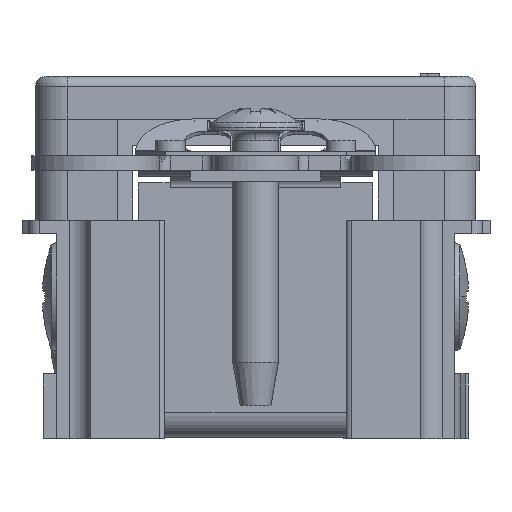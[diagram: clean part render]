
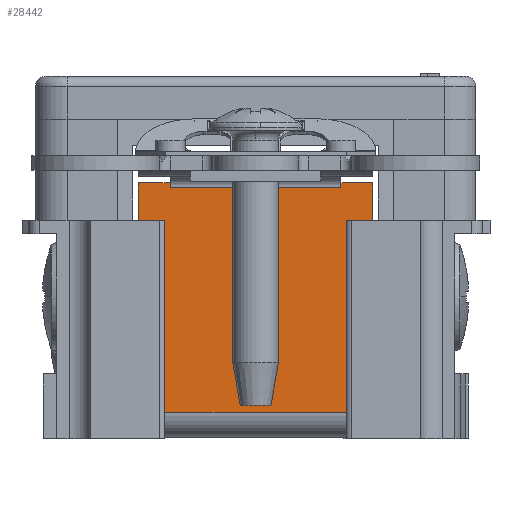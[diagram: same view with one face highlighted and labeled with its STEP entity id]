
A CAD part, front view. The second image highlights one B-rep face of the part: STEP entity #28442.
In plain terms, the highlighted planar face has unit normal (0, -1, 0).
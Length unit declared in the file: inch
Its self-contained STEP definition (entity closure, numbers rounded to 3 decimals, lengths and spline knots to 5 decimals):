
#356 = EDGE_CURVE ( 'NONE', #11893, #51392, #12514, .T. ) ;
#373 = VERTEX_POINT ( 'NONE', #32402 ) ;
#2311 = CARTESIAN_POINT ( 'NONE',  ( 0.4065, 0.12299, 0.66513 ) ) ;
#3579 = ORIENTED_EDGE ( 'NONE', *, *, #4573, .T. ) ;
#4573 = EDGE_CURVE ( 'NONE', #18861, #11893, #46006, .T. ) ;
#5758 = LINE ( 'NONE', #26118, #46687 ) ;
#5889 = VERTEX_POINT ( 'NONE', #23813 ) ;
#6034 = FACE_OUTER_BOUND ( 'NONE', #38663, .T. ) ;
#6114 = EDGE_CURVE ( 'NONE', #32061, #23628, #23497, .T. ) ;
#6816 = DIRECTION ( 'NONE',  ( 0., 0., -1. ) ) ;
#7905 = CARTESIAN_POINT ( 'NONE',  ( 1.0935, 0.12299, 0.749 ) ) ;
#9136 = ORIENTED_EDGE ( 'NONE', *, *, #6114, .F. ) ;
#9324 = CIRCLE ( 'NONE', #27048, 0.344 ) ;
#9645 = VECTOR ( 'NONE', #42937, 39.37008 ) ;
#10089 = LINE ( 'NONE', #7905, #49913 ) ;
#10497 = PLANE ( 'NONE',  #15380 ) ;
#10642 = LINE ( 'NONE', #51078, #9645 ) ;
#11002 = DIRECTION ( 'NONE',  ( 0., 0., -1. ) ) ;
#11153 = LINE ( 'NONE', #27314, #37285 ) ;
#11328 = DIRECTION ( 'NONE',  ( -1., 0., 0. ) ) ;
#11893 = VERTEX_POINT ( 'NONE', #49446 ) ;
#12514 = LINE ( 'NONE', #15968, #15494 ) ;
#12873 = CARTESIAN_POINT ( 'NONE',  ( 0.7505, 0.12299, 0.66513 ) ) ;
#14081 = CARTESIAN_POINT ( 'NONE',  ( 0.4845, 0.12299, 0.736 ) ) ;
#14789 = ORIENTED_EDGE ( 'NONE', *, *, #18979, .T. ) ;
#15380 = AXIS2_PLACEMENT_3D ( 'NONE', #18713, #50422, #17944 ) ;
#15494 = VECTOR ( 'NONE', #52187, 39.37008 ) ;
#15851 = ORIENTED_EDGE ( 'NONE', *, *, #32750, .F. ) ;
#15968 = CARTESIAN_POINT ( 'NONE',  ( 0.4845, 0.12299, 0.047 ) ) ;
#16160 = VECTOR ( 'NONE', #6816, 39.37008 ) ;
#16537 = EDGE_CURVE ( 'NONE', #37226, #5889, #43843, .T. ) ;
#17011 = EDGE_CURVE ( 'NONE', #23628, #50751, #50300, .T. ) ;
#17944 = DIRECTION ( 'NONE',  ( 0., 0., 1. ) ) ;
#18707 = CARTESIAN_POINT ( 'NONE',  ( 1.0935, 0.12299, 0.749 ) ) ;
#18713 = CARTESIAN_POINT ( 'NONE',  ( 0.75, 0.12299, 0.047 ) ) ;
#18861 = VERTEX_POINT ( 'NONE', #2311 ) ;
#18979 = EDGE_CURVE ( 'NONE', #25396, #50751, #5758, .T. ) ;
#19330 = CARTESIAN_POINT ( 'NONE',  ( 1.0155, 0.12299, 0.767 ) ) ;
#19781 = VERTEX_POINT ( 'NONE', #49184 ) ;
#20835 = ORIENTED_EDGE ( 'NONE', *, *, #30255, .T. ) ;
#21348 = ORIENTED_EDGE ( 'NONE', *, *, #16537, .F. ) ;
#21838 = ORIENTED_EDGE ( 'NONE', *, *, #28073, .F. ) ;
#23204 = AXIS2_PLACEMENT_3D ( 'NONE', #12873, #45176, #41177 ) ;
#23497 = LINE ( 'NONE', #27441, #33905 ) ;
#23628 = VERTEX_POINT ( 'NONE', #47842 ) ;
#23813 = CARTESIAN_POINT ( 'NONE',  ( 1.0935, 0.12299, 0.66513 ) ) ;
#24731 = DIRECTION ( 'NONE',  ( 0., 0., 1. ) ) ;
#25092 = ORIENTED_EDGE ( 'NONE', *, *, #356, .T. ) ;
#25396 = VERTEX_POINT ( 'NONE', #39604 ) ;
#26118 = CARTESIAN_POINT ( 'NONE',  ( 1., 0.12299, 0.447 ) ) ;
#27048 = AXIS2_PLACEMENT_3D ( 'NONE', #28660, #44819, #24731 ) ;
#27233 = CARTESIAN_POINT ( 'NONE',  ( 1., 0.12299, 0.736 ) ) ;
#27279 = EDGE_CURVE ( 'NONE', #29094, #5889, #9324, .T. ) ;
#27314 = CARTESIAN_POINT ( 'NONE',  ( 0.4065, 0.12299, 0.749 ) ) ;
#27441 = CARTESIAN_POINT ( 'NONE',  ( 0.5, 0.12299, 0.447 ) ) ;
#27497 = ORIENTED_EDGE ( 'NONE', *, *, #46825, .F. ) ;
#27742 = ORIENTED_EDGE ( 'NONE', *, *, #46938, .F. ) ;
#28073 = EDGE_CURVE ( 'NONE', #19781, #32061, #11153, .T. ) ;
#28347 = ORIENTED_EDGE ( 'NONE', *, *, #27279, .T. ) ;
#28442 = ADVANCED_FACE ( 'NONE', ( #6034 ), #10497, .F. ) ;
#28660 = CARTESIAN_POINT ( 'NONE',  ( 0.7495, 0.12299, 0.66513 ) ) ;
#29094 = VERTEX_POINT ( 'NONE', #52057 ) ;
#30229 = DIRECTION ( 'NONE',  ( 1., 0., 0. ) ) ;
#30255 = EDGE_CURVE ( 'NONE', #373, #29094, #31250, .T. ) ;
#31250 = LINE ( 'NONE', #19330, #48594 ) ;
#32061 = VERTEX_POINT ( 'NONE', #46062 ) ;
#32402 = CARTESIAN_POINT ( 'NONE',  ( 1.0155, 0.12299, 0.078 ) ) ;
#32750 = EDGE_CURVE ( 'NONE', #18861, #19781, #10642, .T. ) ;
#33905 = VECTOR ( 'NONE', #11002, 39.37008 ) ;
#37226 = VERTEX_POINT ( 'NONE', #37979 ) ;
#37285 = VECTOR ( 'NONE', #43459, 39.37008 ) ;
#37979 = CARTESIAN_POINT ( 'NONE',  ( 1.0935, 0.12299, 0.749 ) ) ;
#38663 = EDGE_LOOP ( 'NONE', ( #15851, #3579, #25092, #27742, #20835, #28347, #21348, #27497, #14789, #42678, #9136, #21838 ) ) ;
#39604 = CARTESIAN_POINT ( 'NONE',  ( 1., 0.12299, 0.749 ) ) ;
#41177 = DIRECTION ( 'NONE',  ( 0., 0., 1. ) ) ;
#42678 = ORIENTED_EDGE ( 'NONE', *, *, #17011, .F. ) ;
#42937 = DIRECTION ( 'NONE',  ( 0., 0., 1. ) ) ;
#43209 = CARTESIAN_POINT ( 'NONE',  ( 0.4845, 0.12299, 0.078 ) ) ;
#43459 = DIRECTION ( 'NONE',  ( 1., 0., 0. ) ) ;
#43843 = LINE ( 'NONE', #18707, #16160 ) ;
#43886 = CARTESIAN_POINT ( 'NONE',  ( 0.75, 0.12299, 0.078 ) ) ;
#44819 = DIRECTION ( 'NONE',  ( 0., -1., 0. ) ) ;
#45176 = DIRECTION ( 'NONE',  ( 0., -1., 0. ) ) ;
#46006 = CIRCLE ( 'NONE', #23204, 0.344 ) ;
#46062 = CARTESIAN_POINT ( 'NONE',  ( 0.5, 0.12299, 0.749 ) ) ;
#46687 = VECTOR ( 'NONE', #46996, 39.37008 ) ;
#46825 = EDGE_CURVE ( 'NONE', #25396, #37226, #10089, .T. ) ;
#46938 = EDGE_CURVE ( 'NONE', #373, #51392, #47565, .T. ) ;
#46996 = DIRECTION ( 'NONE',  ( 0., 0., -1. ) ) ;
#47375 = VECTOR ( 'NONE', #11328, 39.37008 ) ;
#47565 = LINE ( 'NONE', #43886, #47375 ) ;
#47842 = CARTESIAN_POINT ( 'NONE',  ( 0.5, 0.12299, 0.736 ) ) ;
#48048 = DIRECTION ( 'NONE',  ( 1., 0., 0. ) ) ;
#48594 = VECTOR ( 'NONE', #51561, 39.37008 ) ;
#49184 = CARTESIAN_POINT ( 'NONE',  ( 0.4065, 0.12299, 0.749 ) ) ;
#49446 = CARTESIAN_POINT ( 'NONE',  ( 0.4845, 0.12299, 0.447 ) ) ;
#49913 = VECTOR ( 'NONE', #48048, 39.37008 ) ;
#50300 = LINE ( 'NONE', #14081, #51708 ) ;
#50422 = DIRECTION ( 'NONE',  ( 0., 1., 0. ) ) ;
#50751 = VERTEX_POINT ( 'NONE', #27233 ) ;
#51078 = CARTESIAN_POINT ( 'NONE',  ( 0.4065, 0.12299, 0.749 ) ) ;
#51392 = VERTEX_POINT ( 'NONE', #43209 ) ;
#51561 = DIRECTION ( 'NONE',  ( 0., 0., 1. ) ) ;
#51708 = VECTOR ( 'NONE', #30229, 39.37008 ) ;
#52057 = CARTESIAN_POINT ( 'NONE',  ( 1.0155, 0.12299, 0.447 ) ) ;
#52187 = DIRECTION ( 'NONE',  ( 0., 0., -1. ) ) ;
